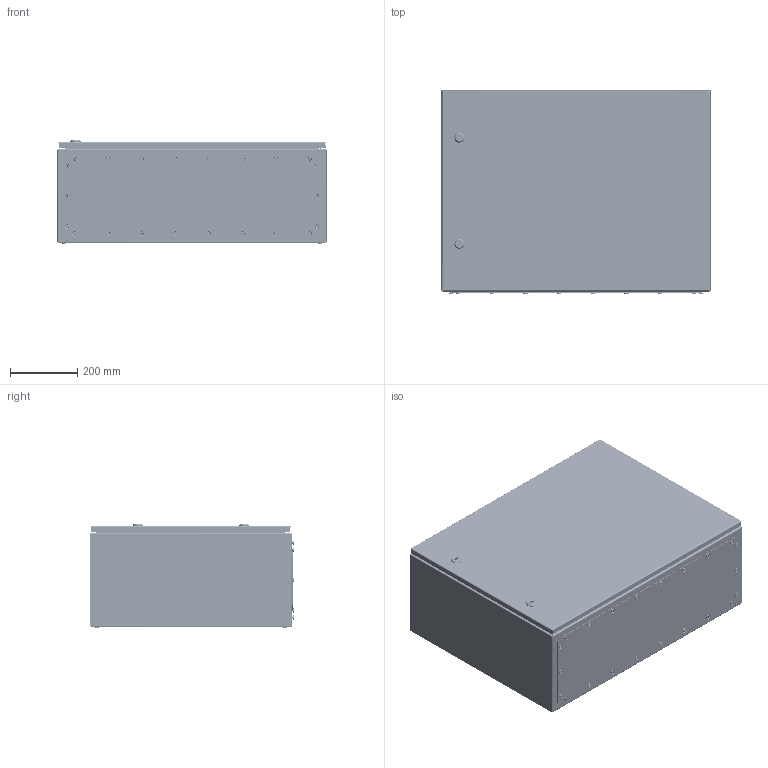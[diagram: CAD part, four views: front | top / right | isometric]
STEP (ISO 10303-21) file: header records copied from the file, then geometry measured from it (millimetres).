
FILE_DESCRIPTION (( 'STEP AP203' ), '1' );
FILE_NAME ('U3060060803 Êîðïóñ UC2M 60.80.30 IP66 (752.000.306).STEP', '2022-04-29T08:54:29', ( '' ), ( '' ), 'SwSTEP 2.0', 'SolidWorks 2017', '' );
FILE_SCHEMA (( 'CONFIG_CONTROL_DESIGN' ));
Length unit declared in the file: millimetre
Products named in the file (38): 003-393 Ñòåíêà íèæíÿÿ UC2_07 (00.80); ч蜱齁罻 ST-6; 008-400 Ñòåíêà ïðîôèëüíàÿ UC2_15 (60.80.30); 040-116 Âèíò ñïåöèàëüíûé ST 4,8x9; 椻壚樇襝鴀 Mesan 33; Øïèëüêà ðåçüáîâàÿ Ì6_Œ6å12; 056-273 椯鴀殣罻 UC2_15 (60.80.30); 扻豵鵨_п-1; Øïèëüêà çàçåìëåíèÿ CKF CS_Œ6å16; Óïëîòíèòåëü ÏÏÓ äâåðêè UC2_23 (60.80); 000.210.363 Îñíîâàíèå äâåðêè UC2_04 (60.80); Ñòîïîðíàÿ âòóëêà ïåòëè 4-119 Dirak; 嵑殧趌6402_8; Øïèëüêà ðåçüáîâàÿ Ì6_Œ8å30; 019-99 Ïëàíêà z-îáðàçíàÿ_01 (60); Ïåòëÿ 4-119 Dirak_00; 012-1795 眈翴錪 鳱歑膱 UC2_04 (60.80); 鎔艜_17473_M6x12; Âòóëêà ïåòëè 4-119 Dirak; Øàéáà íåéëîí Ø028_Œ5; 蹴濋趌5915_M5; 蹴濋趌5915_M8; 嵑殧趌11371_6; 000.113.105 忺謤僔 UC2_15 (60.80.30); 000.241.263 署赅 UC2_01 (80.30); 000.207.186 攜歑罻 UC2_04 (60.80); Øàéáà íåéëîí Ø028_Œ6; 嵑殧趌11371_5; 010-326 Ïàíåëü ìîíòàæíàÿ UC2_10 (60.80); U3060060803 扻豵鵨 UC2M 60.80.30 IP66 (752.000.306); ﾇ瑟鶴 Mesan 060-1-1-13-33_00; 000.241.262 署赅 UC2_01 (80.30); ч蜱齁罻 ST-9; Øòèôò ïåòëè 4-119 Dirak; Îñíîâàíèå ïåòëè 4-119 Dirak; 027-191 署赅 UC2_01 (80.30); Óïëîòíèòåëü ÏÏÓ êðûøêè UC2Ì_28 (80.30); 嵑殧趌11371_8
Assembly tree (144 placements, depth 4):
  U3060060803 扻豵鵨 UC2M 60.80.30 IP66 (752.000.306)
    000.113.105 忺謤僔 UC2_15 (60.80.30)
      008-400 Ñòåíêà ïðîôèëüíàÿ UC2_15 (60.80.30)
      003-393 Ñòåíêà íèæíÿÿ UC2_07 (00.80)
      Øïèëüêà ðåçüáîâàÿ Ì6_Œ8å30  x6
      Øïèëüêà ðåçüáîâàÿ Ì6_Œ6å12  x8
      Øïèëüêà çàçåìëåíèÿ CKF CS_Œ6å16  x2
    000.207.186 攜歑罻 UC2_04 (60.80)
      000.210.363 Îñíîâàíèå äâåðêè UC2_04 (60.80)
        012-1795 眈翴錪 鳱歑膱 UC2_04 (60.80)
        019-99 Ïëàíêà z-îáðàçíàÿ_01 (60)  x2
        Âòóëêà ïåòëè 4-119 Dirak  x2
        Øïèëüêà çàçåìëåíèÿ CKF CS_Œ6å16  x2
      Óïëîòíèòåëü ÏÏÓ äâåðêè UC2_23 (60.80)
      ﾇ瑟鶴 Mesan 060-1-1-13-33_00  x2
        扻豵鵨_п-1
        椻壚樇襝鴀 Mesan 33
        嵑殧趌11371_6
        鎔艜_17473_M6x12
    Ïåòëÿ 4-119 Dirak_00  x2
      Âòóëêà ïåòëè 4-119 Dirak
      Øòèôò ïåòëè 4-119 Dirak
      Îñíîâàíèå ïåòëè 4-119 Dirak
      Ñòîïîðíàÿ âòóëêà ïåòëè 4-119 Dirak
    嵑殧趌11371_5  x4
    Øàéáà íåéëîí Ø028_Œ5  x4
    蹴濋趌5915_M5  x4
    ч蜱齁罻 ST-6  x6
    ч蜱齁罻 ST-9  x4
    010-326 Ïàíåëü ìîíòàæíàÿ UC2_10 (60.80)
    蹴濋趌5915_M8  x18
    嵑殧趌11371_8  x6
    嵑殧趌6402_8  x6
    000.241.262 署赅 UC2_01 (80.30)
      000.241.263 署赅 UC2_01 (80.30)
        027-191 署赅 UC2_01 (80.30)
        Øïèëüêà çàçåìëåíèÿ CKF CS_Œ6å16
      Óïëîòíèòåëü ÏÏÓ êðûøêè UC2Ì_28 (80.30)
    040-116 Âèíò ñïåöèàëüíûé ST 4,8x9  x22
    Øàéáà íåéëîí Ø028_Œ6  x22
    056-273 椯鴀殣罻 UC2_15 (60.80.30)
Bounding box: 800.6 x 607.22 x 307.25 mm (x, y, z)
Volume: 4005508.5 mm3; surface area: 4916940.8 mm2
Topology: 143 solids, 145 shells, 6351 faces, 14775 edges, 8856 vertices
Faces by surface type: plane 1997, cylinder 1824, bspline 1442, cone 418, sphere 376, torus 294
Entity records: 113955 total; most frequent: CARTESIAN_POINT 52065, ORIENTED_EDGE 12124, DIRECTION 9643, EDGE_CURVE 6062, VERTEX_POINT 3902, VECTOR 3497, LINE 3497, AXIS2_PLACEMENT_3D 3073
